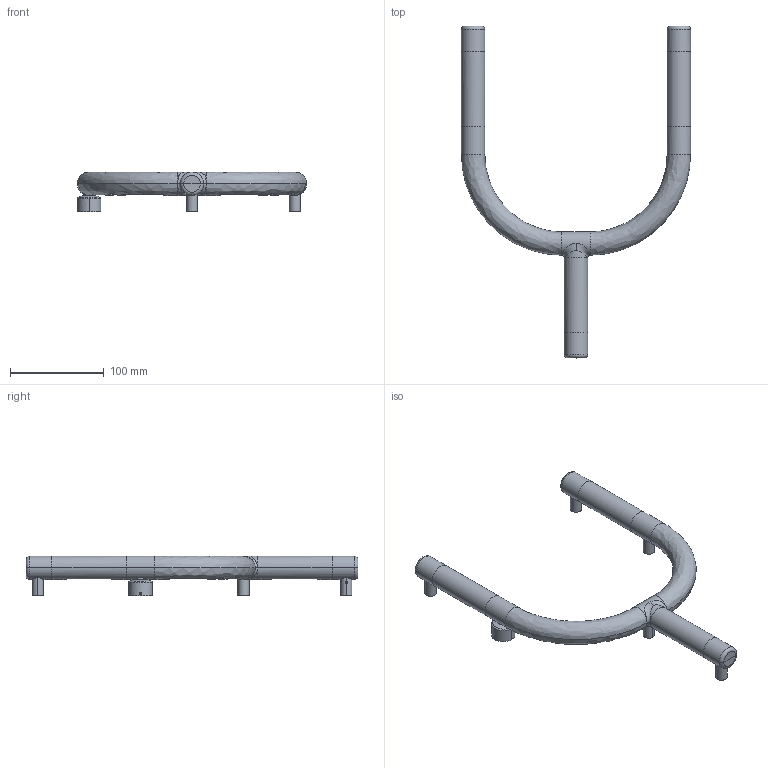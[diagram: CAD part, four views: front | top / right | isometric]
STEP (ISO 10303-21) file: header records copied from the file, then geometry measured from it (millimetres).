
FILE_DESCRIPTION(/* description */ (''),/* implementation_level */ '2;1');
FILE_NAME(/* name */ '1215Y00_--A.O.L. L.M. LETTERA Y',/* time_stamp */ '2024-06-06T16:21:23+02:00',/* author */ (''),/* organization */ (''),/* preprocessor_version */ 'ST-DEVELOPER v16.5',/* originating_system */ 'Rhino 7.37',/* authorisation */ '');
FILE_SCHEMA (('AUTOMOTIVE_DESIGN'));
Length unit declared in the file: millimetre
Products named in the file (1): Document
Bounding box: 244.82 x 354.73 x 42.5 mm (x, y, z)
Surface area: 64957.5 mm2 (no closed solid volume)
Topology: 0 solids, 7 shells, 237 faces, 573 edges, 354 vertices
Faces by surface type: bspline 125, cylinder 64, plane 48
Entity records: 16809 total; most frequent: CARTESIAN_POINT 11351, ORIENTED_EDGE 1092, EDGE_CURVE 573, VERTEX_POINT 354, B_SPLINE_CURVE_WITH_KNOTS 314, EDGE_LOOP 276, COLOUR_RGB 244, FILL_AREA_STYLE_COLOUR 244
